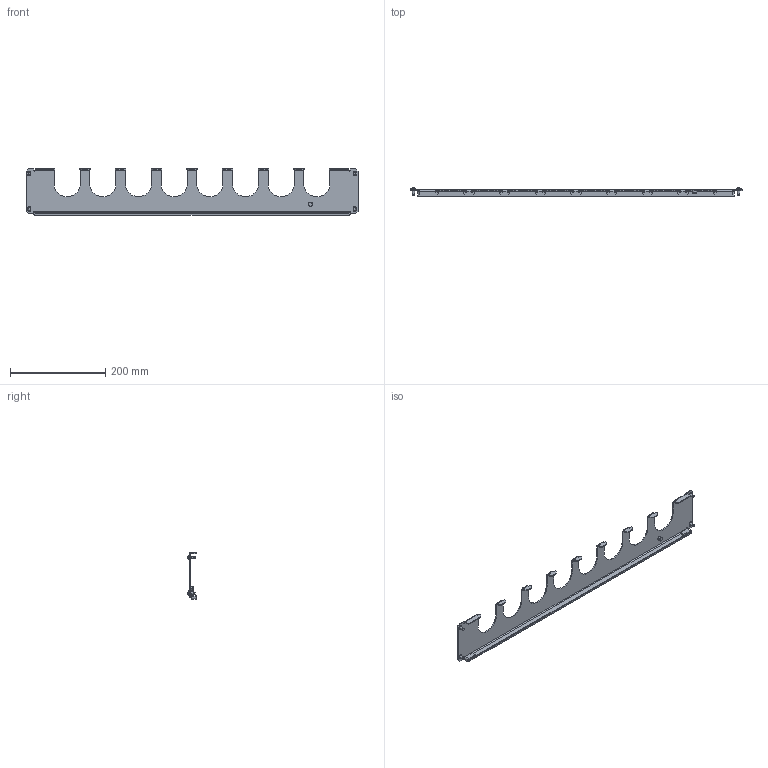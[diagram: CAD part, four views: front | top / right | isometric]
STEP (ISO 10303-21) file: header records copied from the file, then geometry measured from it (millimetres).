
FILE_DESCRIPTION (( 'STEP AP203' ), '1' );
FILE_NAME ('UR18000140804 Ïàíåëü êàáåëüíîãî ââîäà ñðåäíÿÿ 100ìì RS52 00.80 (000.801.505-06).STEP', '2022-04-15T11:38:44', ( '' ), ( '' ), 'SwSTEP 2.0', 'SolidWorks 2017', '' );
FILE_SCHEMA (( 'CONFIG_CONTROL_DESIGN' ));
Length unit declared in the file: millimetre
Products named in the file (6): UR18000140804 Ïàíåëü êàáåëüíîãî ââîäà ñðåäíÿÿ 100ìì RS52 00.80 (000.801.505-06); 000.130.447 Ïàíåëü êàáåëüíîãî ââîäà RS52_06 (00.80); Âèíò DIN 7500 C TORX_Œ5å12; ч蜱齁罻 ST-9; 003-488 Ïàíåëü êàáåëüíîãî ââîäà RS52_06 (00.80); Óïëîòíèòåëü 3õ10 ïàíåëåé îñíîâàíèÿ LC3 00.80_06 (00.80)
Assembly tree (8 placements, depth 3):
  UR18000140804 Ïàíåëü êàáåëüíîãî ââîäà ñðåäíÿÿ 100ìì RS52 00.80 (000.801.505-06)
    000.130.447 Ïàíåëü êàáåëüíîãî ââîäà RS52_06 (00.80)
      003-488 Ïàíåëü êàáåëüíîãî ââîäà RS52_06 (00.80)
      Óïëîòíèòåëü 3õ10 ïàíåëåé îñíîâàíèÿ LC3 00.80_06 (00.80)
      ч蜱齁罻 ST-9
    Âèíò DIN 7500 C TORX_Œ5å12  x4
Bounding box: 698 x 17.69 x 98 mm (x, y, z)
Volume: 126128.2 mm3; surface area: 129563.8 mm2
Topology: 7 solids, 7 shells, 414 faces, 1132 edges, 738 vertices
Faces by surface type: plane 252, cylinder 128, cone 18, torus 8, sphere 8
Entity records: 9986 total; most frequent: CARTESIAN_POINT 1737, ORIENTED_EDGE 1592, DIRECTION 1585, EDGE_CURVE 796, VECTOR 565, LINE 565, VERTEX_POINT 516, AXIS2_PLACEMENT_3D 510
